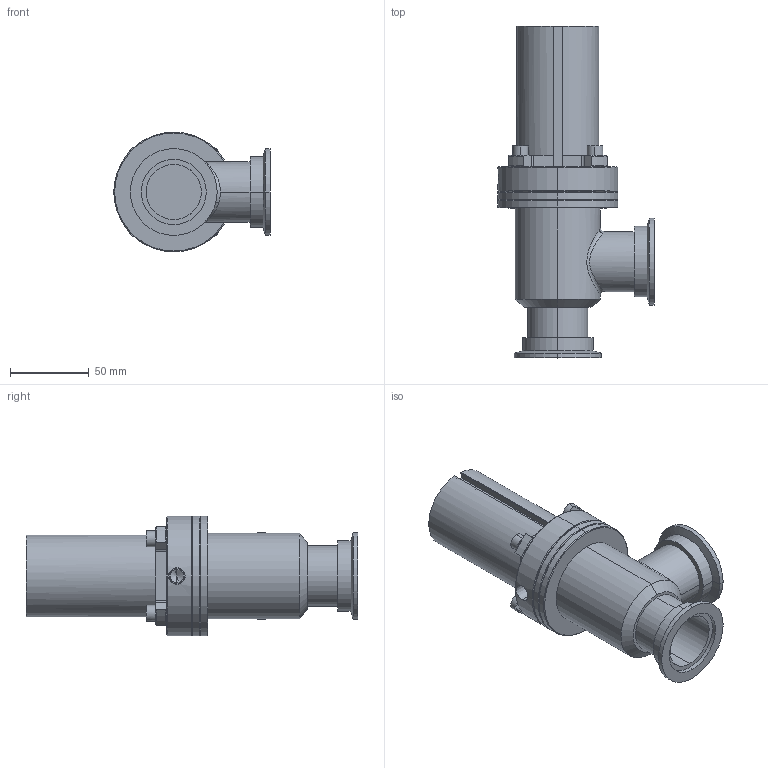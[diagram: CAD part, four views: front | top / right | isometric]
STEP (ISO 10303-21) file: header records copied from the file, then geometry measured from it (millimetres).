
FILE_DESCRIPTION (( 'STEP AP214' ), '1' );
FILE_NAME ('300113110016.STEP', '2021-02-03T08:36:06', ( 'admin' ), ( '' ), 'SwSTEP 2.0', 'SolidWorks 2018', '' );
FILE_SCHEMA (( 'AUTOMOTIVE_DESIGN' ));
Length unit declared in the file: millimetre
Products named in the file (1): 300113110016
Bounding box: 98.9 x 210.2 x 75.8 mm (x, y, z)
Volume: 362726.7 mm3; surface area: 79359.8 mm2
Topology: 1 solids, 2 shells, 194 faces, 490 edges, 313 vertices
Faces by surface type: plane 90, cylinder 58, cone 32, bspline 14
Entity records: 7678 total; most frequent: CARTESIAN_POINT 2982, ORIENTED_EDGE 976, DIRECTION 968, EDGE_CURVE 488, AXIS2_PLACEMENT_3D 351, VERTEX_POINT 313, LINE 266, VECTOR 266
